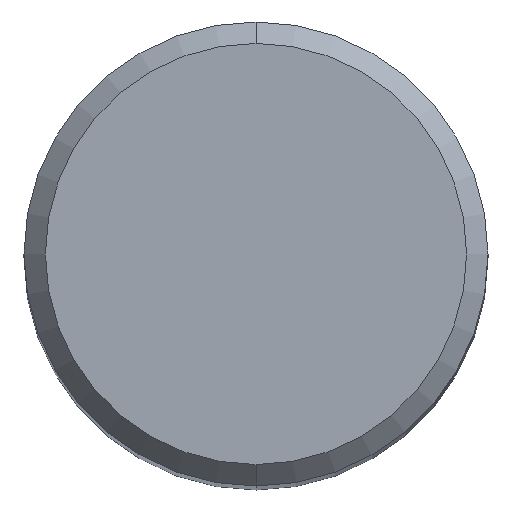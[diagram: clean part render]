
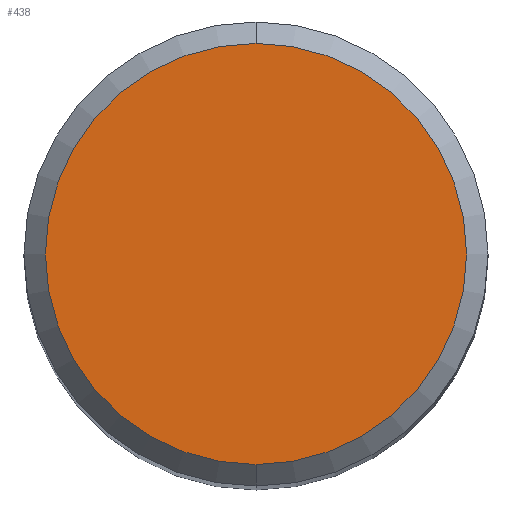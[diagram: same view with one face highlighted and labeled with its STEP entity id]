
A CAD part, top view. The second image highlights one B-rep face of the part: STEP entity #438.
In plain terms, the highlighted planar face has unit normal (0, 0, 1).
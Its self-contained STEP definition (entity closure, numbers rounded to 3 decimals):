
#222=VERTEX_POINT('',#529);
#264=VERTEX_POINT('',#574);
#278=EDGE_CURVE('',#222,#264,#590,.T.);
#300=EDGE_CURVE('',#264,#222,#612,.T.);
#438=ADVANCED_FACE('',(#766),#767,.T.);
#529=CARTESIAN_POINT('',(0.0,5.9,0.0));
#574=CARTESIAN_POINT('',(0.,-5.9,0.0));
#590=CIRCLE('',#1038,5.9);
#612=CIRCLE('',#1073,5.9);
#766=FACE_OUTER_BOUND('',#1407,.T.);
#767=PLANE('',#1408);
#1038=AXIS2_PLACEMENT_3D('',#1616,#1617,#1618);
#1073=AXIS2_PLACEMENT_3D('',#1635,#1636,#1637);
#1407=EDGE_LOOP('',(#1812,#1813));
#1408=AXIS2_PLACEMENT_3D('',#1814,#1815,#1816);
#1616=CARTESIAN_POINT('',(0.0,0.0,0.0));
#1617=DIRECTION('',(0.0,0.0,-1.0));
#1618=DIRECTION('',(0.0,1.0,0.0));
#1635=CARTESIAN_POINT('',(0.0,0.0,0.0));
#1636=DIRECTION('',(0.0,0.0,-1.0));
#1637=DIRECTION('',(0.0,1.0,0.0));
#1812=ORIENTED_EDGE('',*,*,#278,.F.);
#1813=ORIENTED_EDGE('',*,*,#300,.F.);
#1814=CARTESIAN_POINT('',(0.0,2.95,0.0));
#1815=DIRECTION('',(-0.0,0.0,1.0));
#1816=DIRECTION('',(0.0,-1.0,0.0));
